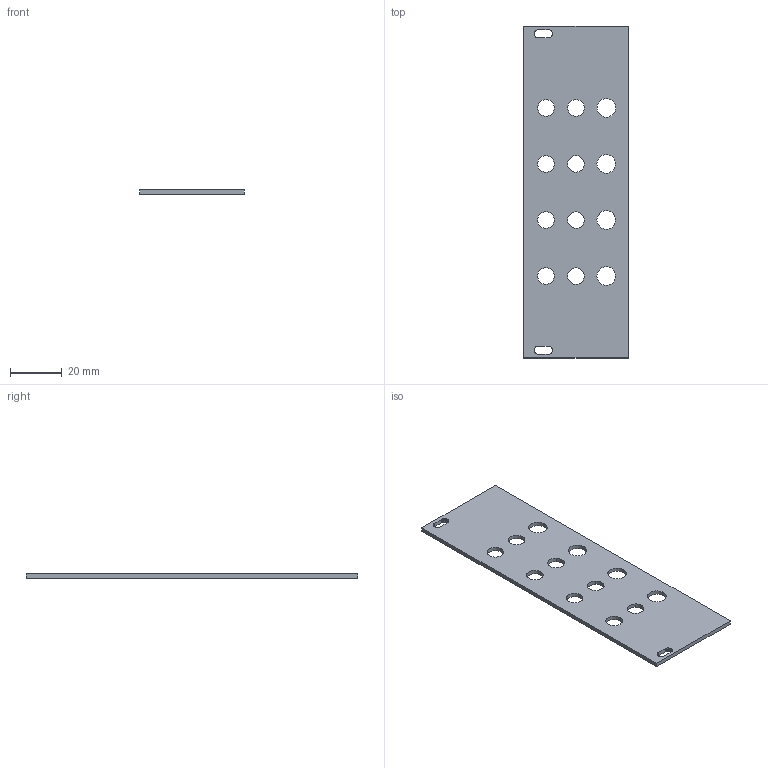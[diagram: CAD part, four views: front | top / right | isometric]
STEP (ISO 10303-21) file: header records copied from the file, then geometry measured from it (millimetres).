
FILE_DESCRIPTION(('KiCad electronic assembly'),'2;1');
FILE_NAME('Attenuverter_PANEL.step','2023-04-09T22:37:34',('Pcbnew'),( 'Kicad'),'Open CASCADE STEP processor 7.6','KiCad to STEP converter' ,'Unknown');
FILE_SCHEMA(('AUTOMOTIVE_DESIGN { 1 0 10303 214 1 1 1 1 }'));
Length unit declared in the file: millimetre
Products named in the file (2): Attenuverter_PANEL 1; PCB
Assembly tree (1 placements, depth 2):
  Attenuverter_PANEL 1
    PCB
Bounding box: 40.3 x 128.5 x 1.58 mm (x, y, z)
Volume: 7454.4 mm3; surface area: 10422.2 mm2
Topology: 1 solids, 1 shells, 108 faces, 318 edges, 212 vertices
Faces by surface type: plane 90, cylinder 18
Full cylindrical faces by diameter (mm): 6.4 x5, 7.2 x4
Entity records: 7891 total; most frequent: CARTESIAN_POINT 1504, DIRECTION 1162, LINE 870, VECTOR 870, ORIENTED_EDGE 636, PCURVE 636, DEFINITIONAL_REPRESENTATION 636, EDGE_CURVE 318
